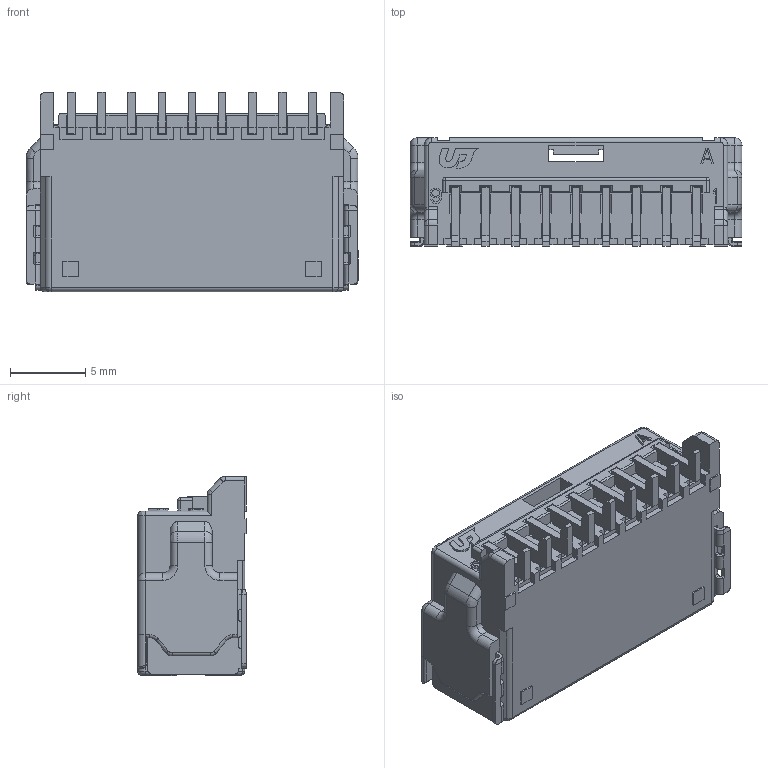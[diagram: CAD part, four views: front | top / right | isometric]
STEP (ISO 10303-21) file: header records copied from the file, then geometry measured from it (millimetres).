
FILE_DESCRIPTION(('CATIA V5 STEP Exchange'),'2;1');
FILE_NAME('020 9M SMT HDR ASSY(H)_R02_C.stp','2014-12-07T23:30:48+00:00',('none'),('none'),'CATIA Version 5 Release 18 SP 3 (IN-10)','CATIA V5 STEP AP203','none');
FILE_SCHEMA(('CONFIG_CONTROL_DESIGN'));
Length unit declared in the file: millimetre
Products named in the file (1): 020 9M SMT HDR ASSY(H)_R-02
Bounding box: 22 x 7.2 x 13.2 mm (x, y, z)
Volume: 737 mm3; surface area: 1995.1 mm2
Topology: 1 solids, 19 shells, 1406 faces, 3806 edges, 2425 vertices
Faces by surface type: plane 1004, cylinder 326, torus 36, cone 16, bspline 14, revolution 6, sphere 4
Entity records: 42218 total; most frequent: CARTESIAN_POINT 10267, ORIENTED_EDGE 7604, DIRECTION 4971, EDGE_CURVE 3802, VECTOR 2975, LINE 2975, VERTEX_POINT 2425, EDGE_LOOP 1443
